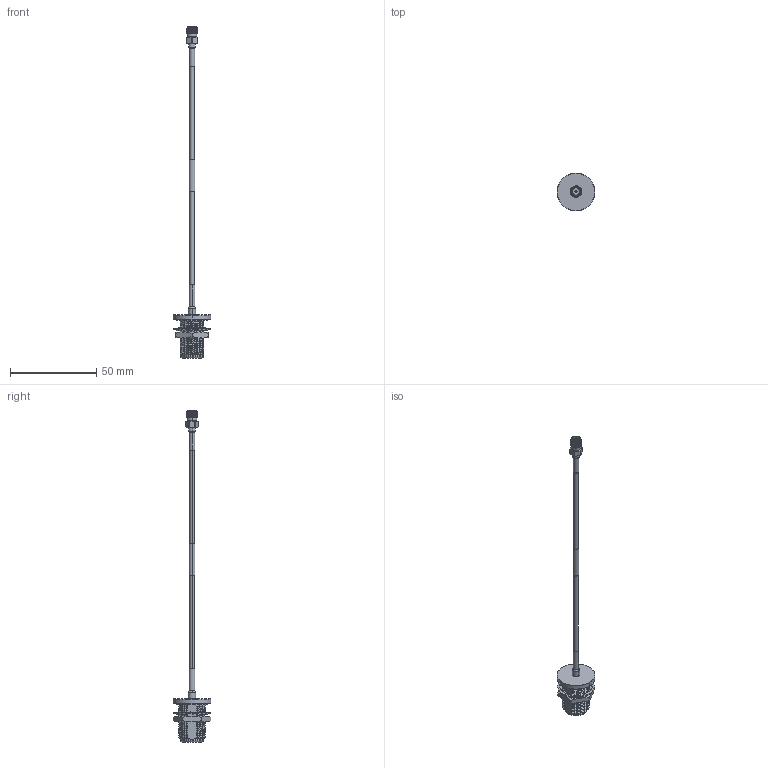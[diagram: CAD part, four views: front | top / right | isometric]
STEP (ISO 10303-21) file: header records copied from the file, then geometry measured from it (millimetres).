
FILE_DESCRIPTION (( 'STEP AP214' ), '1' );
FILE_NAME ('LCCA30616.step', '2020-05-06T20:27:32', ( '' ), ( '' ), 'SwSTEP 2.0', 'SolidWorks 2018', '' );
FILE_SCHEMA (( 'AUTOMOTIVE_DESIGN' ));
Length unit declared in the file: inch
Products named in the file (5): LCCN3056^LCCA30616_Heat Shrink; Label^LCCA30616; LC085TBJ^LCCA30616; LCCA30616; LCCN3046^LCCA30616_Heat Shrink
Assembly tree (4 placements, depth 2):
  LCCA30616
    LC085TBJ^LCCA30616
    Label^LCCA30616
    LCCN3056^LCCA30616_Heat Shrink
    LCCN3046^LCCA30616_Heat Shrink
Bounding box: 22 x 22 x 192.8 mm (x, y, z)
Volume: 6062.2 mm3; surface area: 6068.6 mm2
Topology: 7 solids, 8 shells, 420 faces, 1176 edges, 781 vertices
Faces by surface type: bspline 163, cylinder 144, plane 61, cone 44, torus 8
Entity records: 91603 total; most frequent: CARTESIAN_POINT 81989, ORIENTED_EDGE 2352, DIRECTION 1253, EDGE_CURVE 1176, VERTEX_POINT 781, AXIS2_PLACEMENT_3D 471, EDGE_LOOP 435, ADVANCED_FACE 420
